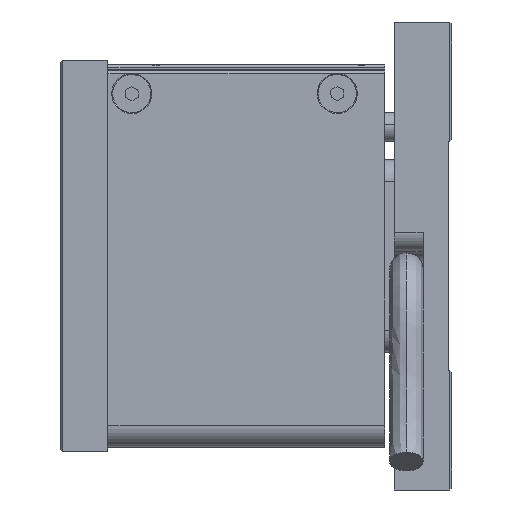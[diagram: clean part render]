
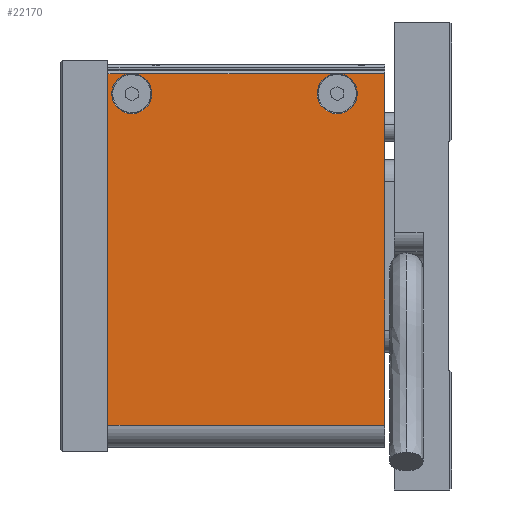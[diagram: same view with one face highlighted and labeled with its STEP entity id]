
A CAD part, left-side view. The second image highlights one B-rep face of the part: STEP entity #22170.
In plain terms, the highlighted face is planar.
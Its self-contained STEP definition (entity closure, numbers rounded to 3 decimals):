
#120 = CIRCLE ( 'NONE', #29731, 2.1 ) ;
#681 = CARTESIAN_POINT ( 'NONE',  ( 0.3, 5., 0. ) ) ;
#1148 = VERTEX_POINT ( 'NONE', #681 ) ;
#1400 = CARTESIAN_POINT ( 'NONE',  ( 2.4, 5., 0. ) ) ;
#1556 = EDGE_CURVE ( 'NONE', #31509, #18370, #18147, .T. ) ;
#1692 = VECTOR ( 'NONE', #34496, 1000. ) ;
#1985 = DIRECTION ( 'NONE',  ( 0., 0., 1. ) ) ;
#2241 = VERTEX_POINT ( 'NONE', #34012 ) ;
#3219 = DIRECTION ( 'NONE',  ( -1., 0., 0. ) ) ;
#3263 = LINE ( 'NONE', #33603, #15622 ) ;
#4696 = ORIENTED_EDGE ( 'NONE', *, *, #36432, .T. ) ;
#4827 = ORIENTED_EDGE ( 'NONE', *, *, #28961, .T. ) ;
#4915 = VERTEX_POINT ( 'NONE', #17834 ) ;
#5005 = AXIS2_PLACEMENT_3D ( 'NONE', #30410, #30230, #3219 ) ;
#5479 = VERTEX_POINT ( 'NONE', #28620 ) ;
#6578 = ORIENTED_EDGE ( 'NONE', *, *, #18674, .T. ) ;
#6893 = EDGE_CURVE ( 'NONE', #37694, #1148, #19210, .T. ) ;
#6987 = CARTESIAN_POINT ( 'NONE',  ( 0.3, 0., 0. ) ) ;
#7617 = ORIENTED_EDGE ( 'NONE', *, *, #32716, .T. ) ;
#7854 = DIRECTION ( 'NONE',  ( 0., 0., 1. ) ) ;
#7873 = LINE ( 'NONE', #31966, #36893 ) ;
#12526 = VECTOR ( 'NONE', #20585, 1000. ) ;
#13053 = DIRECTION ( 'NONE',  ( 0., 0., -1. ) ) ;
#13261 = CARTESIAN_POINT ( 'NONE',  ( 0.3, 29., 0. ) ) ;
#13576 = VECTOR ( 'NONE', #21521, 1000. ) ;
#13669 = EDGE_CURVE ( 'NONE', #4915, #2241, #27445, .T. ) ;
#15295 = EDGE_CURVE ( 'NONE', #4915, #5479, #31543, .T. ) ;
#15622 = VECTOR ( 'NONE', #24716, 1000. ) ;
#15965 = DIRECTION ( 'NONE',  ( 0., 0., 1. ) ) ;
#17060 = VERTEX_POINT ( 'NONE', #6987 ) ;
#17834 = CARTESIAN_POINT ( 'NONE',  ( 37.12, 29., 0. ) ) ;
#18001 = CARTESIAN_POINT ( 'NONE',  ( 0., 0., 0. ) ) ;
#18147 = CIRCLE ( 'NONE', #5005, 2.1 ) ;
#18370 = VERTEX_POINT ( 'NONE', #34951 ) ;
#18674 = EDGE_CURVE ( 'NONE', #18370, #31509, #25070, .T. ) ;
#18777 = CARTESIAN_POINT ( 'NONE',  ( 0., 29., 0. ) ) ;
#19166 = EDGE_CURVE ( 'NONE', #17060, #5479, #27278, .T. ) ;
#19210 = CIRCLE ( 'NONE', #23606, 2.1 ) ;
#20585 = DIRECTION ( 'NONE',  ( 1., 0., 0. ) ) ;
#21521 = DIRECTION ( 'NONE',  ( -1., 0., 0. ) ) ;
#22128 = DIRECTION ( 'NONE',  ( 0., -1., 0. ) ) ;
#22156 = AXIS2_PLACEMENT_3D ( 'NONE', #18777, #13053, #22128 ) ;
#22170 = ADVANCED_FACE ( 'NONE', ( #22306 ), #36937, .T. ) ;
#22306 = FACE_OUTER_BOUND ( 'NONE', #35224, .T. ) ;
#23606 = AXIS2_PLACEMENT_3D ( 'NONE', #26007, #7854, #28776 ) ;
#24716 = DIRECTION ( 'NONE',  ( 0., 1., 0. ) ) ;
#24836 = DIRECTION ( 'NONE',  ( -1., 0., 0. ) ) ;
#24895 = DIRECTION ( 'NONE',  ( 0., 1., 0. ) ) ;
#25070 = CIRCLE ( 'NONE', #32663, 2.1 ) ;
#26007 = CARTESIAN_POINT ( 'NONE',  ( 2.4, 5., 0. ) ) ;
#27263 = CARTESIAN_POINT ( 'NONE',  ( 0., 29., 0. ) ) ;
#27278 = LINE ( 'NONE', #18001, #12526 ) ;
#27445 = LINE ( 'NONE', #27263, #13576 ) ;
#27762 = ORIENTED_EDGE ( 'NONE', *, *, #33992, .T. ) ;
#28620 = CARTESIAN_POINT ( 'NONE',  ( 37.12, 0., 0. ) ) ;
#28776 = DIRECTION ( 'NONE',  ( -1., 0., 0. ) ) ;
#28961 = EDGE_CURVE ( 'NONE', #1148, #31509, #3263, .T. ) ;
#28988 = CARTESIAN_POINT ( 'NONE',  ( 2.4, 26.5, 0. ) ) ;
#29138 = ORIENTED_EDGE ( 'NONE', *, *, #13669, .F. ) ;
#29731 = AXIS2_PLACEMENT_3D ( 'NONE', #1400, #15965, #24836 ) ;
#29933 = ORIENTED_EDGE ( 'NONE', *, *, #1556, .T. ) ;
#30230 = DIRECTION ( 'NONE',  ( 0., 0., 1. ) ) ;
#30410 = CARTESIAN_POINT ( 'NONE',  ( 2.4, 26.5, 0. ) ) ;
#30894 = ORIENTED_EDGE ( 'NONE', *, *, #19166, .F. ) ;
#31509 = VERTEX_POINT ( 'NONE', #35718 ) ;
#31543 = LINE ( 'NONE', #34880, #1692 ) ;
#31686 = ORIENTED_EDGE ( 'NONE', *, *, #15295, .T. ) ;
#31966 = CARTESIAN_POINT ( 'NONE',  ( 0.3, 29., 0. ) ) ;
#32265 = CARTESIAN_POINT ( 'NONE',  ( 4.5, 5., 0. ) ) ;
#32663 = AXIS2_PLACEMENT_3D ( 'NONE', #28988, #1985, #37096 ) ;
#32716 = EDGE_CURVE ( 'NONE', #1148, #37694, #120, .T. ) ;
#33198 = ORIENTED_EDGE ( 'NONE', *, *, #6893, .T. ) ;
#33603 = CARTESIAN_POINT ( 'NONE',  ( 0.3, 29., 0. ) ) ;
#33992 = EDGE_CURVE ( 'NONE', #17060, #1148, #7873, .T. ) ;
#34012 = CARTESIAN_POINT ( 'NONE',  ( 0.3, 29., 0. ) ) ;
#34496 = DIRECTION ( 'NONE',  ( 0., -1., 0. ) ) ;
#34880 = CARTESIAN_POINT ( 'NONE',  ( 37.12, 29., 0. ) ) ;
#34951 = CARTESIAN_POINT ( 'NONE',  ( 4.5, 26.5, 0. ) ) ;
#35224 = EDGE_LOOP ( 'NONE', ( #30894, #27762, #7617, #33198, #4827, #29933, #6578, #4696, #29138, #31686 ) ) ;
#35718 = CARTESIAN_POINT ( 'NONE',  ( 0.3, 26.5, 0. ) ) ;
#36432 = EDGE_CURVE ( 'NONE', #31509, #2241, #37748, .T. ) ;
#36893 = VECTOR ( 'NONE', #38651, 1000. ) ;
#36937 = PLANE ( 'NONE',  #22156 ) ;
#37096 = DIRECTION ( 'NONE',  ( -1., 0., 0. ) ) ;
#37162 = VECTOR ( 'NONE', #24895, 1000. ) ;
#37694 = VERTEX_POINT ( 'NONE', #32265 ) ;
#37748 = LINE ( 'NONE', #13261, #37162 ) ;
#38651 = DIRECTION ( 'NONE',  ( 0., 1., 0. ) ) ;
